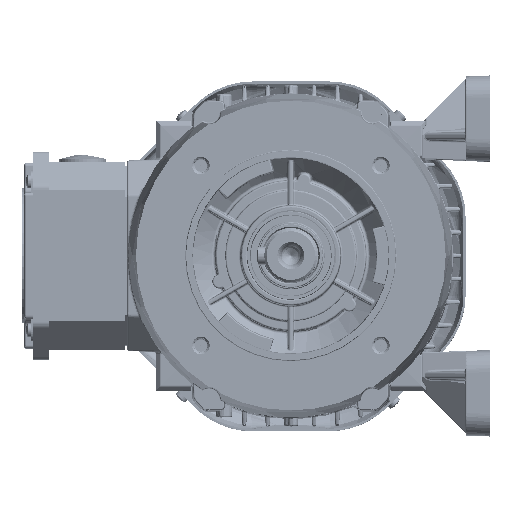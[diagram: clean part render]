
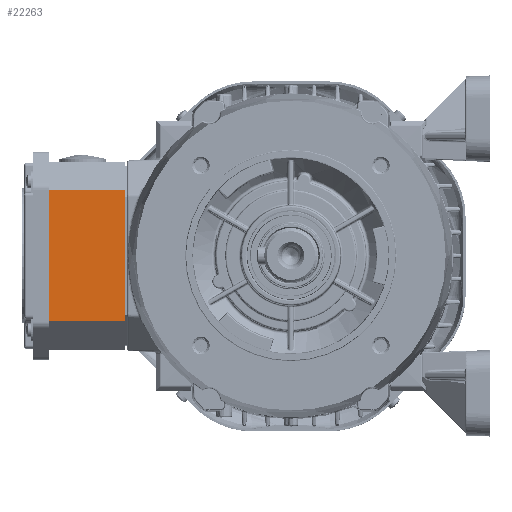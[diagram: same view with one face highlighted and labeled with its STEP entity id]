
A CAD part, top view. The second image highlights one B-rep face of the part: STEP entity #22263.
In plain terms, the highlighted planar face has unit normal (0, 0, 1).
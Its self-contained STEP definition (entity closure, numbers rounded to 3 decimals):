
#13646=PLANE('',#158705);
#22263=ADVANCED_FACE('3-0-10545',(#33570),#13646,.T.);
#33570=FACE_OUTER_BOUND('',#42692,.T.);
#42692=EDGE_LOOP('',(#83800,#83801,#83802,#83803));
#83800=ORIENTED_EDGE('',*,*,#119132,.T.);
#83801=ORIENTED_EDGE('',*,*,#119108,.F.);
#83802=ORIENTED_EDGE('',*,*,#119133,.T.);
#83803=ORIENTED_EDGE('',*,*,#119121,.T.);
#97549=VERTEX_POINT('',#312026);
#97556=VERTEX_POINT('',#312039);
#97566=VERTEX_POINT('',#312070);
#97567=VERTEX_POINT('',#312072);
#119108=EDGE_CURVE('',#97556,#97549,#135484,.T.);
#119121=EDGE_CURVE('',#97567,#97566,#135496,.T.);
#119132=EDGE_CURVE('',#97566,#97549,#135507,.T.);
#119133=EDGE_CURVE('',#97556,#97567,#135508,.T.);
#135484=LINE('',#312040,#142476);
#135496=LINE('',#312071,#142488);
#135507=LINE('',#312090,#142499);
#135508=LINE('',#312092,#142500);
#142476=VECTOR('',#197650,1.);
#142488=VECTOR('',#197672,1.);
#142499=VECTOR('',#197687,1.);
#142500=VECTOR('',#197690,1.);
#158705=AXIS2_PLACEMENT_3D('',#312093,#197691,#197692);
#197650=DIRECTION('',(0.,-1.,0.));
#197672=DIRECTION('',(0.,-1.,0.));
#197687=DIRECTION('',(1.,0.,0.));
#197690=DIRECTION('',(-1.,0.,0.));
#197691=DIRECTION('',(0.,0.,1.));
#197692=DIRECTION('',(0.,-1.,0.));
#312026=CARTESIAN_POINT('',(-75.,-29.625,28.5));
#312039=CARTESIAN_POINT('',(-75.,29.625,28.5));
#312040=CARTESIAN_POINT('',(-75.,29.625,28.5));
#312070=CARTESIAN_POINT('',(-110.5,-29.625,28.5));
#312071=CARTESIAN_POINT('',(-110.5,29.625,28.5));
#312072=CARTESIAN_POINT('',(-110.5,29.625,28.5));
#312090=CARTESIAN_POINT('',(-110.5,-29.625,28.5));
#312092=CARTESIAN_POINT('',(-75.,29.625,28.5));
#312093=CARTESIAN_POINT('',(-111.5,39.5,28.5));
